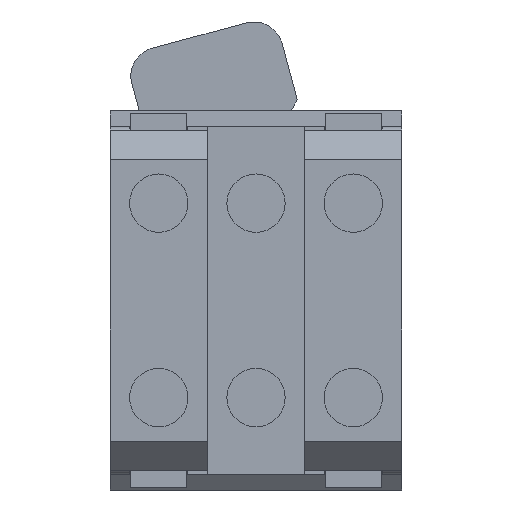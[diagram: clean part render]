
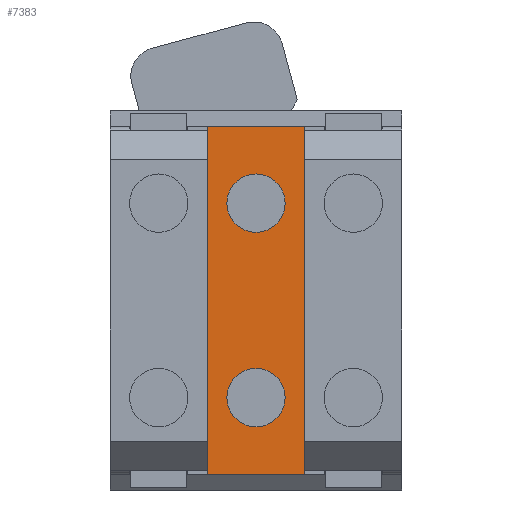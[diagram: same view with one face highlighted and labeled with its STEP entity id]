
A CAD part, front view. The second image highlights one B-rep face of the part: STEP entity #7383.
In plain terms, the highlighted planar face has unit normal (0, -1, 0).
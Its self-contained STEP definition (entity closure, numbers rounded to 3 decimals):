
#291 = EDGE_CURVE ( 'NONE', #9367, #4756, #5154, .T. ) ;
#312 = CARTESIAN_POINT ( 'NONE',  ( 0., -66.7, -10. ) ) ;
#416 = CARTESIAN_POINT ( 'NONE',  ( -43.657, -66.7, 17.875 ) ) ;
#1050 = CARTESIAN_POINT ( 'NONE',  ( 0., -66.7, -13. ) ) ;
#1218 = EDGE_CURVE ( 'NONE', #2220, #9555, #2448, .T. ) ;
#1422 = DIRECTION ( 'NONE',  ( 0., -1., 0. ) ) ;
#1631 = CIRCLE ( 'NONE', #12005, 3. ) ;
#1767 = DIRECTION ( 'NONE',  ( 0., -1., 0. ) ) ;
#1992 = CARTESIAN_POINT ( 'NONE',  ( 0., -66.7, -7. ) ) ;
#2094 = ORIENTED_EDGE ( 'NONE', *, *, #1218, .F. ) ;
#2123 = CARTESIAN_POINT ( 'NONE',  ( 0., -66.7, 7. ) ) ;
#2190 = DIRECTION ( 'NONE',  ( 0., 0., -1. ) ) ;
#2220 = VERTEX_POINT ( 'NONE', #10239 ) ;
#2448 = CIRCLE ( 'NONE', #7176, 3. ) ;
#2457 = EDGE_CURVE ( 'NONE', #9684, #13030, #1631, .T. ) ;
#2951 = LINE ( 'NONE', #6828, #10843 ) ;
#3180 = VERTEX_POINT ( 'NONE', #5866 ) ;
#3281 = ORIENTED_EDGE ( 'NONE', *, *, #5721, .F. ) ;
#3364 = FACE_OUTER_BOUND ( 'NONE', #5847, .T. ) ;
#3495 = LINE ( 'NONE', #7273, #3656 ) ;
#3617 = ORIENTED_EDGE ( 'NONE', *, *, #291, .T. ) ;
#3652 = DIRECTION ( 'NONE',  ( 0., 0., -1. ) ) ;
#3656 = VECTOR ( 'NONE', #2190, 1000. ) ;
#3674 = DIRECTION ( 'NONE',  ( 0., 0., -1. ) ) ;
#3801 = AXIS2_PLACEMENT_3D ( 'NONE', #5598, #1767, #11838 ) ;
#4313 = CARTESIAN_POINT ( 'NONE',  ( -5., -66.7, 17.875 ) ) ;
#4756 = VERTEX_POINT ( 'NONE', #4849 ) ;
#4849 = CARTESIAN_POINT ( 'NONE',  ( 5., -66.7, -17.875 ) ) ;
#5154 = LINE ( 'NONE', #9173, #7079 ) ;
#5598 = CARTESIAN_POINT ( 'NONE',  ( 0., -66.7, -10. ) ) ;
#5602 = DIRECTION ( 'NONE',  ( 0., -1., 0. ) ) ;
#5620 = EDGE_LOOP ( 'NONE', ( #8707, #7460 ) ) ;
#5721 = EDGE_CURVE ( 'NONE', #7413, #3180, #11648, .T. ) ;
#5847 = EDGE_LOOP ( 'NONE', ( #3281, #8859, #3617, #7610 ) ) ;
#5866 = CARTESIAN_POINT ( 'NONE',  ( 5., -66.7, 17.875 ) ) ;
#6233 = EDGE_CURVE ( 'NONE', #3180, #4756, #2951, .T. ) ;
#6424 = EDGE_LOOP ( 'NONE', ( #9111, #2094 ) ) ;
#6828 = CARTESIAN_POINT ( 'NONE',  ( 5., -66.7, 0. ) ) ;
#7079 = VECTOR ( 'NONE', #7252, 1000. ) ;
#7176 = AXIS2_PLACEMENT_3D ( 'NONE', #12167, #8208, #12216 ) ;
#7252 = DIRECTION ( 'NONE',  ( 1., 0., 0. ) ) ;
#7273 = CARTESIAN_POINT ( 'NONE',  ( -5., -66.7, 0. ) ) ;
#7383 = ADVANCED_FACE ( 'NONE', ( #12543, #11912, #3364 ), #11530, .T. ) ;
#7413 = VERTEX_POINT ( 'NONE', #4313 ) ;
#7460 = ORIENTED_EDGE ( 'NONE', *, *, #2457, .F. ) ;
#7512 = DIRECTION ( 'NONE',  ( 1., 0., 0. ) ) ;
#7610 = ORIENTED_EDGE ( 'NONE', *, *, #6233, .F. ) ;
#7694 = CARTESIAN_POINT ( 'NONE',  ( 0., -66.7, 10. ) ) ;
#7835 = AXIS2_PLACEMENT_3D ( 'NONE', #12557, #12384, #9443 ) ;
#7981 = CIRCLE ( 'NONE', #8363, 3. ) ;
#8208 = DIRECTION ( 'NONE',  ( 0., -1., 0. ) ) ;
#8363 = AXIS2_PLACEMENT_3D ( 'NONE', #7694, #5602, #3652 ) ;
#8417 = EDGE_CURVE ( 'NONE', #7413, #9367, #3495, .T. ) ;
#8567 = DIRECTION ( 'NONE',  ( 0., 0., -1. ) ) ;
#8707 = ORIENTED_EDGE ( 'NONE', *, *, #10857, .F. ) ;
#8859 = ORIENTED_EDGE ( 'NONE', *, *, #8417, .T. ) ;
#9111 = ORIENTED_EDGE ( 'NONE', *, *, #9336, .F. ) ;
#9173 = CARTESIAN_POINT ( 'NONE',  ( -43.657, -66.7, -17.875 ) ) ;
#9336 = EDGE_CURVE ( 'NONE', #9555, #2220, #7981, .T. ) ;
#9338 = CIRCLE ( 'NONE', #3801, 3. ) ;
#9367 = VERTEX_POINT ( 'NONE', #10603 ) ;
#9443 = DIRECTION ( 'NONE',  ( 0., 0., -1. ) ) ;
#9555 = VERTEX_POINT ( 'NONE', #2123 ) ;
#9684 = VERTEX_POINT ( 'NONE', #1992 ) ;
#10239 = CARTESIAN_POINT ( 'NONE',  ( 0., -66.7, 13. ) ) ;
#10603 = CARTESIAN_POINT ( 'NONE',  ( -5., -66.7, -17.875 ) ) ;
#10843 = VECTOR ( 'NONE', #3674, 1000. ) ;
#10857 = EDGE_CURVE ( 'NONE', #13030, #9684, #9338, .T. ) ;
#11191 = VECTOR ( 'NONE', #7512, 1000. ) ;
#11530 = PLANE ( 'NONE',  #7835 ) ;
#11648 = LINE ( 'NONE', #416, #11191 ) ;
#11838 = DIRECTION ( 'NONE',  ( 0., 0., -1. ) ) ;
#11912 = FACE_BOUND ( 'NONE', #5620, .T. ) ;
#12005 = AXIS2_PLACEMENT_3D ( 'NONE', #312, #1422, #8567 ) ;
#12167 = CARTESIAN_POINT ( 'NONE',  ( 0., -66.7, 10. ) ) ;
#12216 = DIRECTION ( 'NONE',  ( 0., 0., -1. ) ) ;
#12384 = DIRECTION ( 'NONE',  ( 0., -1., 0. ) ) ;
#12543 = FACE_BOUND ( 'NONE', #6424, .T. ) ;
#12557 = CARTESIAN_POINT ( 'NONE',  ( -43.657, -66.7, 17.875 ) ) ;
#13030 = VERTEX_POINT ( 'NONE', #1050 ) ;
